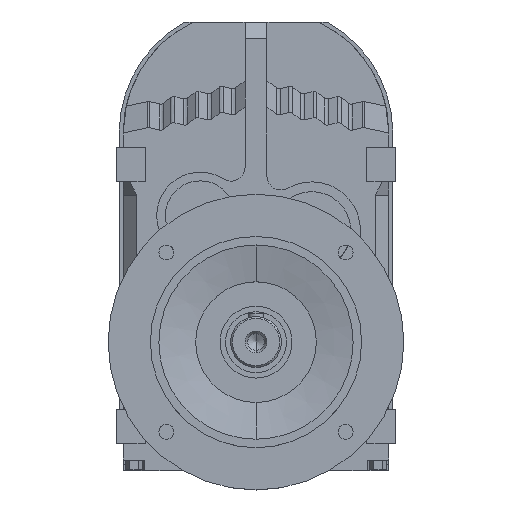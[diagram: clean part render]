
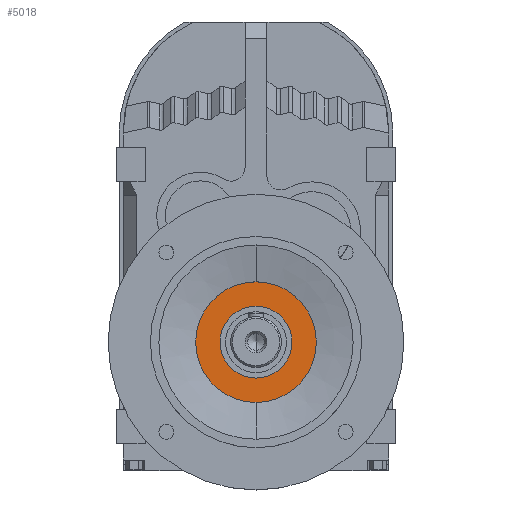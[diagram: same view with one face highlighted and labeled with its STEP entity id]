
A CAD part, top view. The second image highlights one B-rep face of the part: STEP entity #5018.
In plain terms, the highlighted planar face has unit normal (0, 0, 1).
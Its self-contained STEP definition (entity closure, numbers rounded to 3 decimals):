
#664 = CYLINDRICAL_SURFACE('',#665,75.);
#665 = AXIS2_PLACEMENT_3D('',#666,#667,#668);
#666 = CARTESIAN_POINT('',(0.,-246.7,110.123));
#667 = DIRECTION('',(0.,0.,1.));
#668 = DIRECTION('',(1.,0.,0.));
#690 = CYLINDRICAL_SURFACE('',#691,75.);
#691 = AXIS2_PLACEMENT_3D('',#692,#693,#694);
#692 = CARTESIAN_POINT('',(0.,-246.7,110.123));
#693 = DIRECTION('',(0.,0.,1.));
#694 = DIRECTION('',(1.,0.,0.));
#866 = EDGE_CURVE('',#867,#869,#871,.T.);
#867 = VERTEX_POINT('',#868);
#868 = CARTESIAN_POINT('',(-75.,-246.7,218.5));
#869 = VERTEX_POINT('',#870);
#870 = CARTESIAN_POINT('',(75.,-246.7,218.5));
#871 = SURFACE_CURVE('',#872,(#877,#883),.PCURVE_S1.);
#872 = CIRCLE('',#873,75.);
#873 = AXIS2_PLACEMENT_3D('',#874,#875,#876);
#874 = CARTESIAN_POINT('',(0.,-246.7,218.5));
#875 = DIRECTION('',(0.,0.,1.));
#876 = DIRECTION('',(1.,0.,0.));
#877 = PCURVE('',#690,#878);
#878 = DEFINITIONAL_REPRESENTATION('',(#879),#882);
#879 = B_SPLINE_CURVE_WITH_KNOTS('',1,(#880,#881),.UNSPECIFIED.,.F.,.F.,
  (2,2),(3.142,6.283),.PIECEWISE_BEZIER_KNOTS.);
#880 = CARTESIAN_POINT('',(3.142,108.377));
#881 = CARTESIAN_POINT('',(6.283,108.377));
#882 = ( GEOMETRIC_REPRESENTATION_CONTEXT(2) 
PARAMETRIC_REPRESENTATION_CONTEXT() REPRESENTATION_CONTEXT('2D SPACE',''
  ) );
#883 = PCURVE('',#884,#889);
#884 = PLANE('',#885);
#885 = AXIS2_PLACEMENT_3D('',#886,#887,#888);
#886 = CARTESIAN_POINT('',(0.,-171.7,218.5));
#887 = DIRECTION('',(0.,0.,1.));
#888 = DIRECTION('',(1.,0.,0.));
#889 = DEFINITIONAL_REPRESENTATION('',(#890),#894);
#890 = CIRCLE('',#891,75.);
#891 = AXIS2_PLACEMENT_2D('',#892,#893);
#892 = CARTESIAN_POINT('',(0.,-75.));
#893 = DIRECTION('',(1.,0.));
#894 = ( GEOMETRIC_REPRESENTATION_CONTEXT(2) 
PARAMETRIC_REPRESENTATION_CONTEXT() REPRESENTATION_CONTEXT('2D SPACE',''
  ) );
#1704 = EDGE_CURVE('',#869,#867,#1705,.T.);
#1705 = SURFACE_CURVE('',#1706,(#1711,#1717),.PCURVE_S1.);
#1706 = CIRCLE('',#1707,75.);
#1707 = AXIS2_PLACEMENT_3D('',#1708,#1709,#1710);
#1708 = CARTESIAN_POINT('',(0.,-246.7,218.5));
#1709 = DIRECTION('',(0.,0.,1.));
#1710 = DIRECTION('',(1.,0.,0.));
#1711 = PCURVE('',#664,#1712);
#1712 = DEFINITIONAL_REPRESENTATION('',(#1713),#1716);
#1713 = B_SPLINE_CURVE_WITH_KNOTS('',1,(#1714,#1715),.UNSPECIFIED.,.F.,
  .F.,(2,2),(0.,3.142),.PIECEWISE_BEZIER_KNOTS.);
#1714 = CARTESIAN_POINT('',(0.,108.377));
#1715 = CARTESIAN_POINT('',(3.142,108.377));
#1716 = ( GEOMETRIC_REPRESENTATION_CONTEXT(2) 
PARAMETRIC_REPRESENTATION_CONTEXT() REPRESENTATION_CONTEXT('2D SPACE',''
  ) );
#1717 = PCURVE('',#884,#1718);
#1718 = DEFINITIONAL_REPRESENTATION('',(#1719),#1723);
#1719 = CIRCLE('',#1720,75.);
#1720 = AXIS2_PLACEMENT_2D('',#1721,#1722);
#1721 = CARTESIAN_POINT('',(0.,-75.));
#1722 = DIRECTION('',(1.,0.));
#1723 = ( GEOMETRIC_REPRESENTATION_CONTEXT(2) 
PARAMETRIC_REPRESENTATION_CONTEXT() REPRESENTATION_CONTEXT('2D SPACE',''
  ) );
#5018 = ADVANCED_FACE('',(#5019,#5023),#884,.T.);
#5019 = FACE_BOUND('',#5020,.T.);
#5020 = EDGE_LOOP('',(#5021,#5022));
#5021 = ORIENTED_EDGE('',*,*,#1704,.T.);
#5022 = ORIENTED_EDGE('',*,*,#866,.T.);
#5023 = FACE_BOUND('',#5024,.T.);
#5024 = EDGE_LOOP('',(#5025,#5055));
#5025 = ORIENTED_EDGE('',*,*,#5026,.F.);
#5026 = EDGE_CURVE('',#5027,#5029,#5031,.T.);
#5027 = VERTEX_POINT('',#5028);
#5028 = CARTESIAN_POINT('',(42.5,-246.7,218.5));
#5029 = VERTEX_POINT('',#5030);
#5030 = CARTESIAN_POINT('',(-42.5,-246.7,218.5));
#5031 = SURFACE_CURVE('',#5032,(#5037,#5044),.PCURVE_S1.);
#5032 = CIRCLE('',#5033,42.5);
#5033 = AXIS2_PLACEMENT_3D('',#5034,#5035,#5036);
#5034 = CARTESIAN_POINT('',(0.,-246.7,218.5));
#5035 = DIRECTION('',(0.,0.,1.));
#5036 = DIRECTION('',(1.,0.,0.));
#5037 = PCURVE('',#884,#5038);
#5038 = DEFINITIONAL_REPRESENTATION('',(#5039),#5043);
#5039 = CIRCLE('',#5040,42.5);
#5040 = AXIS2_PLACEMENT_2D('',#5041,#5042);
#5041 = CARTESIAN_POINT('',(0.,-75.));
#5042 = DIRECTION('',(1.,0.));
#5043 = ( GEOMETRIC_REPRESENTATION_CONTEXT(2) 
PARAMETRIC_REPRESENTATION_CONTEXT() REPRESENTATION_CONTEXT('2D SPACE',''
  ) );
#5044 = PCURVE('',#5045,#5050);
#5045 = CYLINDRICAL_SURFACE('',#5046,42.5);
#5046 = AXIS2_PLACEMENT_3D('',#5047,#5048,#5049);
#5047 = CARTESIAN_POINT('',(0.,-246.7,110.123));
#5048 = DIRECTION('',(0.,0.,1.));
#5049 = DIRECTION('',(1.,0.,0.));
#5050 = DEFINITIONAL_REPRESENTATION('',(#5051),#5054);
#5051 = B_SPLINE_CURVE_WITH_KNOTS('',1,(#5052,#5053),.UNSPECIFIED.,.F.,
  .F.,(2,2),(0.,3.142),.PIECEWISE_BEZIER_KNOTS.);
#5052 = CARTESIAN_POINT('',(0.,108.377));
#5053 = CARTESIAN_POINT('',(3.142,108.377));
#5054 = ( GEOMETRIC_REPRESENTATION_CONTEXT(2) 
PARAMETRIC_REPRESENTATION_CONTEXT() REPRESENTATION_CONTEXT('2D SPACE',''
  ) );
#5055 = ORIENTED_EDGE('',*,*,#5056,.F.);
#5056 = EDGE_CURVE('',#5029,#5027,#5057,.T.);
#5057 = SURFACE_CURVE('',#5058,(#5063,#5070),.PCURVE_S1.);
#5058 = CIRCLE('',#5059,42.5);
#5059 = AXIS2_PLACEMENT_3D('',#5060,#5061,#5062);
#5060 = CARTESIAN_POINT('',(0.,-246.7,218.5));
#5061 = DIRECTION('',(0.,0.,1.));
#5062 = DIRECTION('',(1.,0.,0.));
#5063 = PCURVE('',#884,#5064);
#5064 = DEFINITIONAL_REPRESENTATION('',(#5065),#5069);
#5065 = CIRCLE('',#5066,42.5);
#5066 = AXIS2_PLACEMENT_2D('',#5067,#5068);
#5067 = CARTESIAN_POINT('',(0.,-75.));
#5068 = DIRECTION('',(1.,0.));
#5069 = ( GEOMETRIC_REPRESENTATION_CONTEXT(2) 
PARAMETRIC_REPRESENTATION_CONTEXT() REPRESENTATION_CONTEXT('2D SPACE',''
  ) );
#5070 = PCURVE('',#5071,#5076);
#5071 = CYLINDRICAL_SURFACE('',#5072,42.5);
#5072 = AXIS2_PLACEMENT_3D('',#5073,#5074,#5075);
#5073 = CARTESIAN_POINT('',(0.,-246.7,110.123));
#5074 = DIRECTION('',(0.,0.,1.));
#5075 = DIRECTION('',(1.,0.,0.));
#5076 = DEFINITIONAL_REPRESENTATION('',(#5077),#5080);
#5077 = B_SPLINE_CURVE_WITH_KNOTS('',1,(#5078,#5079),.UNSPECIFIED.,.F.,
  .F.,(2,2),(3.142,6.283),.PIECEWISE_BEZIER_KNOTS.);
#5078 = CARTESIAN_POINT('',(3.142,108.377));
#5079 = CARTESIAN_POINT('',(6.283,108.377));
#5080 = ( GEOMETRIC_REPRESENTATION_CONTEXT(2) 
PARAMETRIC_REPRESENTATION_CONTEXT() REPRESENTATION_CONTEXT('2D SPACE',''
  ) );
